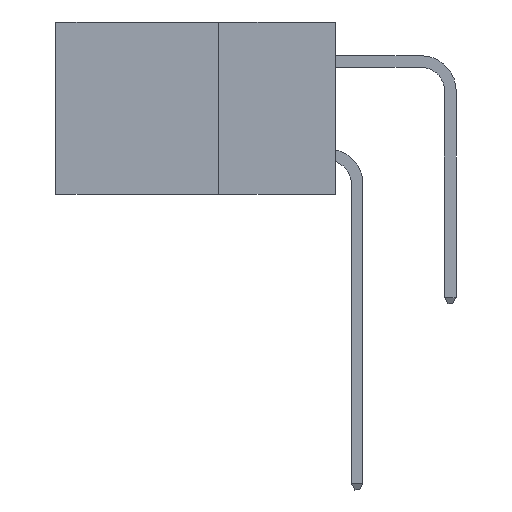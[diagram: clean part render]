
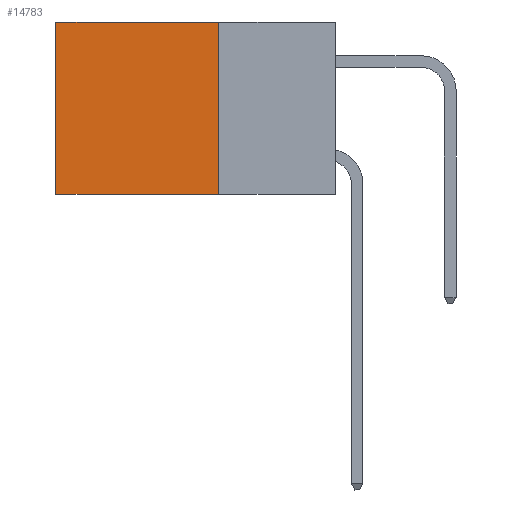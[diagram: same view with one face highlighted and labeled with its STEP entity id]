
A CAD part, left-side view. The second image highlights one B-rep face of the part: STEP entity #14783.
In plain terms, the highlighted planar face has unit normal (-1, 0, 0).
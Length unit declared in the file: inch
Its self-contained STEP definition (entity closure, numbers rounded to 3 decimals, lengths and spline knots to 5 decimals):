
#1626 = VERTEX_POINT ( 'NONE', #4888 ) ;
#4270 = ORIENTED_EDGE ( 'NONE', *, *, #22103, .T. ) ;
#4888 = CARTESIAN_POINT ( 'NONE',  ( 0.2875, 0.6, -0.37 ) ) ;
#5231 = CARTESIAN_POINT ( 'NONE',  ( 0.2875, 0.25, 0. ) ) ;
#5350 = PLANE ( 'NONE',  #30365 ) ;
#5924 = CARTESIAN_POINT ( 'NONE',  ( 0.2875, 0.25, 0. ) ) ;
#9964 = ORIENTED_EDGE ( 'NONE', *, *, #30015, .F. ) ;
#10226 = FACE_OUTER_BOUND ( 'NONE', #21835, .T. ) ;
#12170 = CARTESIAN_POINT ( 'NONE',  ( 0.2875, 0.25, -0.37 ) ) ;
#12192 = DIRECTION ( 'NONE',  ( 0., 0., -1. ) ) ;
#12629 = VECTOR ( 'NONE', #27516, 39.37008 ) ;
#14783 = ADVANCED_FACE ( 'NONE', ( #10226 ), #5350, .F. ) ;
#16059 = LINE ( 'NONE', #5924, #12629 ) ;
#16082 = CARTESIAN_POINT ( 'NONE',  ( 0.2875, 0.25, -0.37 ) ) ;
#20126 = CARTESIAN_POINT ( 'NONE',  ( 0.2875, 0.6, 0. ) ) ;
#20355 = CARTESIAN_POINT ( 'NONE',  ( 0.2875, 0.25, 0. ) ) ;
#20447 = ORIENTED_EDGE ( 'NONE', *, *, #24447, .F. ) ;
#20691 = VECTOR ( 'NONE', #32471, 39.37008 ) ;
#21835 = EDGE_LOOP ( 'NONE', ( #4270, #9964, #20447, #32997 ) ) ;
#22103 = EDGE_CURVE ( 'NONE', #29232, #1626, #29244, .T. ) ;
#22376 = EDGE_CURVE ( 'NONE', #27479, #29232, #30074, .T. ) ;
#22862 = DIRECTION ( 'NONE',  ( 0., 1., 0. ) ) ;
#24447 = EDGE_CURVE ( 'NONE', #27479, #35158, #16059, .T. ) ;
#25357 = CARTESIAN_POINT ( 'NONE',  ( 0.2875, 0.25, 0. ) ) ;
#26949 = CARTESIAN_POINT ( 'NONE',  ( 0.2875, 0.6, 0. ) ) ;
#27479 = VERTEX_POINT ( 'NONE', #25357 ) ;
#27516 = DIRECTION ( 'NONE',  ( 0., 0., -1. ) ) ;
#28324 = VECTOR ( 'NONE', #22862, 39.37008 ) ;
#29232 = VERTEX_POINT ( 'NONE', #20126 ) ;
#29244 = LINE ( 'NONE', #26949, #20691 ) ;
#29726 = DIRECTION ( 'NONE',  ( 0., 1., 0. ) ) ;
#30015 = EDGE_CURVE ( 'NONE', #35158, #1626, #31901, .T. ) ;
#30074 = LINE ( 'NONE', #20355, #28324 ) ;
#30365 = AXIS2_PLACEMENT_3D ( 'NONE', #5231, #33782, #12192 ) ;
#31901 = LINE ( 'NONE', #16082, #32309 ) ;
#32309 = VECTOR ( 'NONE', #29726, 39.37008 ) ;
#32471 = DIRECTION ( 'NONE',  ( 0., 0., -1. ) ) ;
#32997 = ORIENTED_EDGE ( 'NONE', *, *, #22376, .T. ) ;
#33782 = DIRECTION ( 'NONE',  ( 1., 0., 0. ) ) ;
#35158 = VERTEX_POINT ( 'NONE', #12170 ) ;
